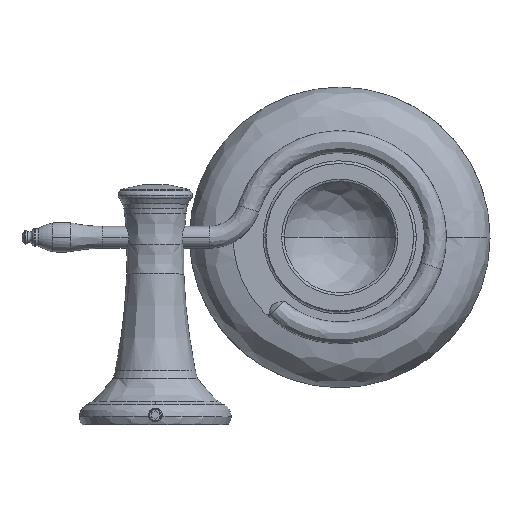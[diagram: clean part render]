
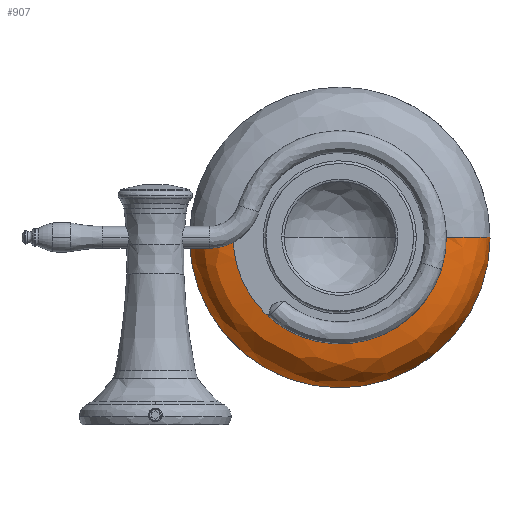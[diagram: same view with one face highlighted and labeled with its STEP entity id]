
A CAD part, top view. The second image highlights one B-rep face of the part: STEP entity #907.
In plain terms, the highlighted free-form (B-spline) face has degree [3, 3] with [4, 4] control points.
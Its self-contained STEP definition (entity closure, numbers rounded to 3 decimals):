
#46 = CARTESIAN_POINT ( 'NONE',  ( 39., 21., -78. ) ) ;
#70 = EDGE_CURVE ( 'NONE', #3132, #12430, #9453, .T. ) ;
#407 = EDGE_CURVE ( 'NONE', #12744, #14837, #5206, .T. ) ;
#731 = VERTEX_POINT ( 'NONE', #9257 ) ;
#907 = ADVANCED_FACE ( 'NONE', ( #16977 ), #10866, .T. ) ;
#1368 = CARTESIAN_POINT ( 'NONE',  ( 54.964, 35.933, -109.929 ) ) ;
#2114 = CARTESIAN_POINT ( 'NONE',  ( 39., 21., 0. ) ) ;
#2621 = DIRECTION ( 'NONE',  ( 0., 1., 0. ) ) ;
#2760 = CARTESIAN_POINT ( 'NONE',  ( 54.372, 27.069, -108.744 ) ) ;
#2940 = CARTESIAN_POINT ( 'NONE',  ( 54.964, 35.933, 0. ) ) ;
#3132 = VERTEX_POINT ( 'NONE', #7007 ) ;
#3789 = CIRCLE ( 'NONE', #8872, 16. ) ;
#3973 = CARTESIAN_POINT ( 'NONE',  ( -39., 21., 0. ) ) ;
#4155 = CARTESIAN_POINT ( 'NONE',  ( 47.884, 21., -95.768 ) ) ;
#4304 = EDGE_CURVE ( 'NONE', #731, #12744, #5590, .T. ) ;
#4340 = CARTESIAN_POINT ( 'NONE',  ( -39., 37., 0. ) ) ;
#4434 = DIRECTION ( 'NONE',  ( -1., 0., 0. ) ) ;
#5206 = CIRCLE ( 'NONE', #15647, 54.964 ) ;
#5590 = CIRCLE ( 'NONE', #7971, 54.964 ) ;
#5661 = CARTESIAN_POINT ( 'NONE',  ( -54.964, 35.933, -109.929 ) ) ;
#6304 = CARTESIAN_POINT ( 'NONE',  ( -54.964, 35.933, 0. ) ) ;
#6868 = CARTESIAN_POINT ( 'NONE',  ( 39., 21., 0. ) ) ;
#7007 = CARTESIAN_POINT ( 'NONE',  ( 39., 21., 0. ) ) ;
#7810 = CARTESIAN_POINT ( 'NONE',  ( -39., 21., -78. ) ) ;
#7971 = AXIS2_PLACEMENT_3D ( 'NONE', #16042, #8949, #16137 ) ;
#8303 = CARTESIAN_POINT ( 'NONE',  ( -39., 21., 0. ) ) ;
#8872 = AXIS2_PLACEMENT_3D ( 'NONE', #10484, #17300, #13001 ) ;
#8949 = DIRECTION ( 'NONE',  ( 0., 1., 0. ) ) ;
#9257 = CARTESIAN_POINT ( 'NONE',  ( 54.964, 35.933, 0. ) ) ;
#9339 = AXIS2_PLACEMENT_3D ( 'NONE', #4340, #10065, #4434 ) ;
#9453 =( BOUNDED_CURVE ( )  B_SPLINE_CURVE ( 3, ( #2114, #13526, #7810, #10629 ),
 .UNSPECIFIED., .F., .T. ) 
 B_SPLINE_CURVE_WITH_KNOTS ( ( 4, 4 ),
 ( 0., 1. ),
 .UNSPECIFIED. ) 
 CURVE ( )  GEOMETRIC_REPRESENTATION_ITEM ( )  RATIONAL_B_SPLINE_CURVE ( ( 1., 0.333, 0.333, 1. ) ) 
 REPRESENTATION_ITEM ( '' )  );
#9663 = ORIENTED_EDGE ( 'NONE', *, *, #16091, .F. ) ;
#9882 = CARTESIAN_POINT ( 'NONE',  ( 47.884, 21., 0. ) ) ;
#10065 = DIRECTION ( 'NONE',  ( 0., 0., -1. ) ) ;
#10484 = CARTESIAN_POINT ( 'NONE',  ( 39., 37., 0. ) ) ;
#10629 = CARTESIAN_POINT ( 'NONE',  ( -39., 21., 0. ) ) ;
#10782 = ORIENTED_EDGE ( 'NONE', *, *, #14246, .T. ) ;
#10809 = ORIENTED_EDGE ( 'NONE', *, *, #70, .T. ) ;
#10866 =( BOUNDED_SURFACE ( )  B_SPLINE_SURFACE ( 3, 3, ( 
 ( #3973, #16889, #46, #6868 ),
 ( #12597, #15478, #4155, #9882 ),
 ( #15566, #17165, #2760, #17068 ),
 ( #14360, #5661, #1368, #2940 ) ),
 .UNSPECIFIED., .F., .F., .F. ) 
 B_SPLINE_SURFACE_WITH_KNOTS ( ( 4, 4 ),
 ( 4, 4 ),
 ( 0., 1. ),
 ( 0., 1. ),
 .UNSPECIFIED. ) 
 GEOMETRIC_REPRESENTATION_ITEM ( )  RATIONAL_B_SPLINE_SURFACE ( (
 ( 1., 0.333, 0.333, 1.),
 ( 0.82, 0.273, 0.273, 0.82),
 ( 0.82, 0.273, 0.273, 0.82),
 ( 1., 0.333, 0.333, 1.) ) ) 
 REPRESENTATION_ITEM ( '' )  SURFACE ( )  );
#11727 = CIRCLE ( 'NONE', #9339, 16. ) ;
#12430 = VERTEX_POINT ( 'NONE', #8303 ) ;
#12597 = CARTESIAN_POINT ( 'NONE',  ( -47.884, 21., 0. ) ) ;
#12637 = CARTESIAN_POINT ( 'NONE',  ( 0., 35.933, 0. ) ) ;
#12744 = VERTEX_POINT ( 'NONE', #18457 ) ;
#13001 = DIRECTION ( 'NONE',  ( 1., 0., 0. ) ) ;
#13526 = CARTESIAN_POINT ( 'NONE',  ( 39., 21., -78. ) ) ;
#14246 = EDGE_CURVE ( 'NONE', #12430, #14837, #11727, .T. ) ;
#14360 = CARTESIAN_POINT ( 'NONE',  ( -54.964, 35.933, 0. ) ) ;
#14726 = ORIENTED_EDGE ( 'NONE', *, *, #4304, .F. ) ;
#14837 = VERTEX_POINT ( 'NONE', #6304 ) ;
#15177 = EDGE_LOOP ( 'NONE', ( #9663, #10809, #10782, #18020, #14726 ) ) ;
#15478 = CARTESIAN_POINT ( 'NONE',  ( -47.884, 21., -95.768 ) ) ;
#15566 = CARTESIAN_POINT ( 'NONE',  ( -54.372, 27.069, 0. ) ) ;
#15647 = AXIS2_PLACEMENT_3D ( 'NONE', #12637, #2621, #18321 ) ;
#16042 = CARTESIAN_POINT ( 'NONE',  ( 0., 35.933, 0. ) ) ;
#16091 = EDGE_CURVE ( 'NONE', #3132, #731, #3789, .T. ) ;
#16137 = DIRECTION ( 'NONE',  ( -1., 0., 0.005 ) ) ;
#16889 = CARTESIAN_POINT ( 'NONE',  ( -39., 21., -78. ) ) ;
#16977 = FACE_OUTER_BOUND ( 'NONE', #15177, .T. ) ;
#17068 = CARTESIAN_POINT ( 'NONE',  ( 54.372, 27.069, 0. ) ) ;
#17165 = CARTESIAN_POINT ( 'NONE',  ( -54.372, 27.069, -108.744 ) ) ;
#17300 = DIRECTION ( 'NONE',  ( 0., 0., 1. ) ) ;
#18020 = ORIENTED_EDGE ( 'NONE', *, *, #407, .F. ) ;
#18321 = DIRECTION ( 'NONE',  ( -1., 0., 0.005 ) ) ;
#18457 = CARTESIAN_POINT ( 'NONE',  ( 54.964, 35.933, -0.282 ) ) ;
